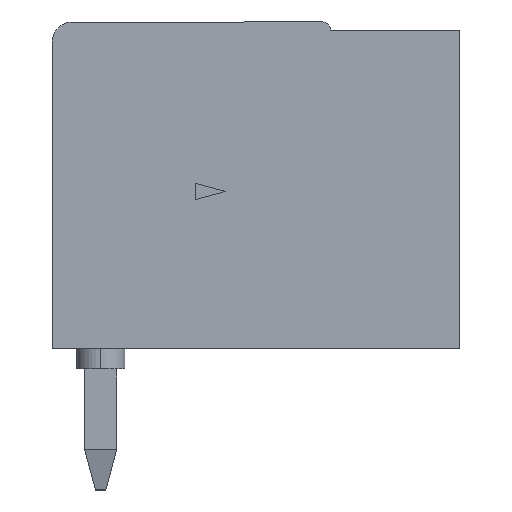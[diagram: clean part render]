
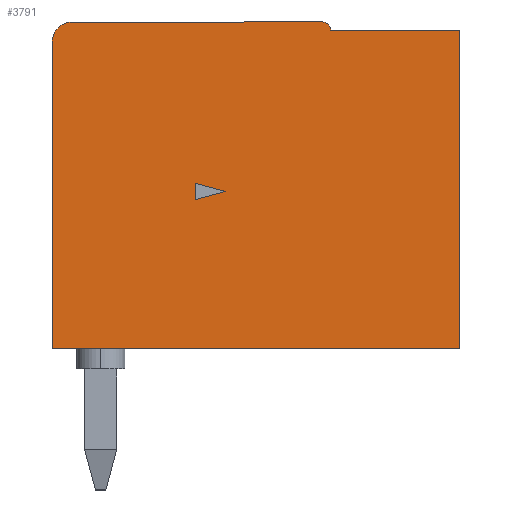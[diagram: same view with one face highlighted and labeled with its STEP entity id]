
A CAD part, left-side view. The second image highlights one B-rep face of the part: STEP entity #3791.
In plain terms, the highlighted planar face has unit normal (-1, 0, 0).
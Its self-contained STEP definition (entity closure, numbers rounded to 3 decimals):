
#3700=CARTESIAN_POINT('',(-7.2,1.705,-0.405));
#3701=DIRECTION('',(-1.0,0.0,0.0));
#3702=DIRECTION('',(0.0,-1.0,0.0));
#3703=AXIS2_PLACEMENT_3D('',#3700,#3701,#3702);
#3704=PLANE('',#3703);
#3705=CARTESIAN_POINT('',(-7.2,1.2,0.));
#3706=VERTEX_POINT('',#3705);
#3707=CARTESIAN_POINT('',(-7.2,-8.9,0.));
#3708=VERTEX_POINT('',#3707);
#3709=CARTESIAN_POINT('',(-7.2,1.2,0.));
#3710=DIRECTION('',(0.0,-1.0,0.0));
#3711=VECTOR('',#3710,10.1);
#3712=LINE('',#3709,#3711);
#3713=EDGE_CURVE('',#3706,#3708,#3712,.T.);
#3714=ORIENTED_EDGE('',*,*,#3713,.T.);
#3715=CARTESIAN_POINT('',(-7.2,-8.9,7.9));
#3716=VERTEX_POINT('',#3715);
#3717=CARTESIAN_POINT('',(-7.2,-8.9,0.));
#3718=DIRECTION('',(0.0,0.0,1.0));
#3719=VECTOR('',#3718,7.9);
#3720=LINE('',#3717,#3719);
#3721=EDGE_CURVE('',#3708,#3716,#3720,.T.);
#3722=ORIENTED_EDGE('',*,*,#3721,.T.);
#3723=CARTESIAN_POINT('',(-7.2,-5.7,7.9));
#3724=VERTEX_POINT('',#3723);
#3725=CARTESIAN_POINT('',(-7.2,-5.7,7.9));
#3726=DIRECTION('',(0.0,-1.0,0.0));
#3727=VECTOR('',#3726,3.2);
#3728=LINE('',#3725,#3727);
#3729=EDGE_CURVE('',#3724,#3716,#3728,.T.);
#3730=ORIENTED_EDGE('',*,*,#3729,.F.);
#3731=CARTESIAN_POINT('',(-7.2,-5.5,8.1));
#3732=VERTEX_POINT('',#3731);
#3733=CARTESIAN_POINT('',(-7.2,-5.5,7.9));
#3734=DIRECTION('',(-1.0,0.0,0.0));
#3735=DIRECTION('',(0.0,-1.0,0.0));
#3736=AXIS2_PLACEMENT_3D('',#3733,#3734,#3735);
#3737=CIRCLE('',#3736,0.2);
#3738=EDGE_CURVE('',#3724,#3732,#3737,.T.);
#3739=ORIENTED_EDGE('',*,*,#3738,.T.);
#3740=CARTESIAN_POINT('',(-7.2,0.7,8.1));
#3741=VERTEX_POINT('',#3740);
#3742=CARTESIAN_POINT('',(-7.2,-5.5,8.1));
#3743=DIRECTION('',(0.0,1.0,0.0));
#3744=VECTOR('',#3743,6.2);
#3745=LINE('',#3742,#3744);
#3746=EDGE_CURVE('',#3732,#3741,#3745,.T.);
#3747=ORIENTED_EDGE('',*,*,#3746,.T.);
#3748=CARTESIAN_POINT('',(-7.2,1.2,7.6));
#3749=VERTEX_POINT('',#3748);
#3750=CARTESIAN_POINT('',(-7.2,0.7,7.6));
#3751=DIRECTION('',(-1.0,0.0,0.0));
#3752=DIRECTION('',(0.0,-1.0,0.0));
#3753=AXIS2_PLACEMENT_3D('',#3750,#3751,#3752);
#3754=CIRCLE('',#3753,0.5);
#3755=EDGE_CURVE('',#3741,#3749,#3754,.T.);
#3756=ORIENTED_EDGE('',*,*,#3755,.T.);
#3757=CARTESIAN_POINT('',(-7.2,1.2,7.6));
#3758=DIRECTION('',(0.0,0.0,-1.0));
#3759=VECTOR('',#3758,7.6);
#3760=LINE('',#3757,#3759);
#3761=EDGE_CURVE('',#3749,#3706,#3760,.T.);
#3762=ORIENTED_EDGE('',*,*,#3761,.T.);
#3763=EDGE_LOOP('',(#3714,#3722,#3730,#3739,#3747,#3756,#3762));
#3764=FACE_OUTER_BOUND('',#3763,.T.);
#3765=CARTESIAN_POINT('',(-7.2,-2.35,3.699));
#3766=VERTEX_POINT('',#3765);
#3767=CARTESIAN_POINT('',(-7.2,-3.1,3.9));
#3768=VERTEX_POINT('',#3767);
#3769=CARTESIAN_POINT('',(-7.2,-2.35,3.699));
#3770=DIRECTION('',(0.0,-0.966,0.259));
#3771=VECTOR('',#3770,0.776);
#3772=LINE('',#3769,#3771);
#3773=EDGE_CURVE('',#3766,#3768,#3772,.T.);
#3774=ORIENTED_EDGE('',*,*,#3773,.F.);
#3775=CARTESIAN_POINT('',(-7.2,-2.35,4.101));
#3776=VERTEX_POINT('',#3775);
#3777=CARTESIAN_POINT('',(-7.2,-2.35,4.101));
#3778=DIRECTION('',(0.0,0.0,-1.0));
#3779=VECTOR('',#3778,0.402);
#3780=LINE('',#3777,#3779);
#3781=EDGE_CURVE('',#3776,#3766,#3780,.T.);
#3782=ORIENTED_EDGE('',*,*,#3781,.F.);
#3783=CARTESIAN_POINT('',(-7.2,-3.1,3.9));
#3784=DIRECTION('',(0.0,0.966,0.259));
#3785=VECTOR('',#3784,0.776);
#3786=LINE('',#3783,#3785);
#3787=EDGE_CURVE('',#3768,#3776,#3786,.T.);
#3788=ORIENTED_EDGE('',*,*,#3787,.F.);
#3789=EDGE_LOOP('',(#3774,#3782,#3788));
#3790=FACE_BOUND('',#3789,.T.);
#3791=ADVANCED_FACE('',(#3764,#3790),#3704,.T.);
